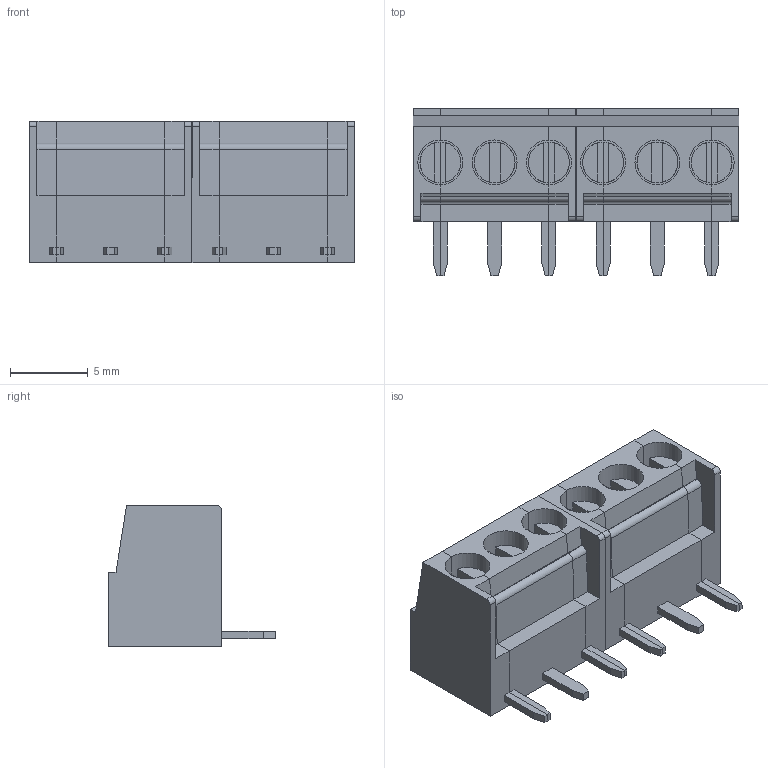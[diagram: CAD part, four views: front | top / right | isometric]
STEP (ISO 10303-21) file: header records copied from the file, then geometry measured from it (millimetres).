
FILE_DESCRIPTION(/* description */ ('Unknown'),/* implementation_level */ '2;1');
FILE_NAME(/* name */ '691243100006',/* time_stamp */ '2016-03-04T15:45:30+01:00',/* author */ ('Unknown'),/* organization */ ('Unknown'),/* preprocessor_version */ 'ST-DEVELOPER v16',/* originating_system */ 'DEX',/* authorisation */ $);
FILE_SCHEMA (('AUTOMOTIVE_DESIGN {1 0 10303 214 3 1 1}'));
Length unit declared in the file: millimetre
Products named in the file (5): 6912431000xx; 691243100003; CPA3.5SQ_DX; CPA3.5SQ_SX
Assembly tree (5 placements, depth 3):
  6912431000xx
    691243100003  x2
      CPA3.5SQ_DX
      691243100003
      CPA3.5SQ_SX
Bounding box: 21 x 10.8 x 9.1 mm (x, y, z)
Volume: 1015.5 mm3; surface area: 1756 mm2
Topology: 6 solids, 6 shells, 362 faces, 998 edges, 658 vertices
Faces by surface type: plane 332, cylinder 30
Full cylindrical faces by diameter (mm): 2.634 x2, 2.9 x2
Entity records: 6454 total; most frequent: CARTESIAN_POINT 1009, ORIENTED_EDGE 990, DIRECTION 910, EDGE_CURVE 495, LINE 454, VECTOR 454, VERTEX_POINT 327, AXIS2_PLACEMENT_3D 228
